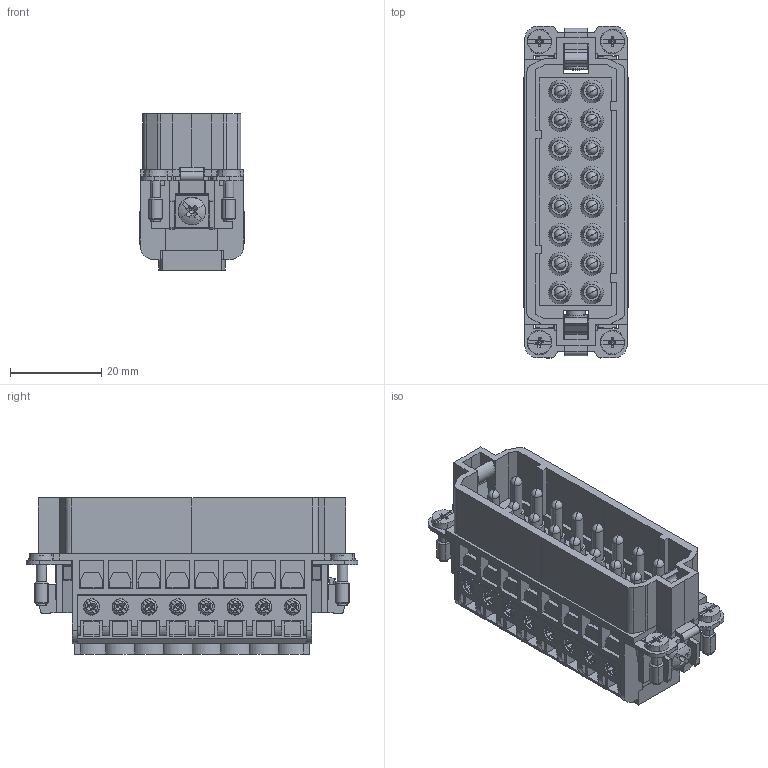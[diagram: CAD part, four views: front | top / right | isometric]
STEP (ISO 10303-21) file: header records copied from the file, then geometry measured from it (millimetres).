
FILE_DESCRIPTION(('CATIA V5 STEP Exchange','CAx-IF Rec.Pracs.--- Model Styling and Organization---1.5--- 2016-08-15','CAx-IF Rec.Pracs.---Supplemental Geometry---1.0---2011-11-01','CAx-IF Rec.Pracs.--- Composite Materials ---1.1---2010-07-15'),'2;1');
FILE_NAME ('13435432_3', '2025-01-29T07:46:10+00:00', ('none'), ('Weidmueller'), 'CATIA Version 5-6 Release 2022 SP4 HF5', 'CATIA V5 STEP AP214 v3', 'none');
FILE_SCHEMA(('AUTOMOTIVE_DESIGN { 1 0 10303 214 1 1 1 1 }'));
Products named in the file (1): 1650770000
Bounding box: 22.93 x 72.8 x 34.25 mm (x, y, z)
Volume: 26164.6 mm3; surface area: 22008.4 mm2
Topology: 1 solids, 12 shells, 2354 faces, 6915 edges, 4629 vertices
Faces by surface type: plane 1427, cylinder 492, cone 247, torus 112, sphere 64, extrusion 10, revolution 2
Entity records: 75428 total; most frequent: CARTESIAN_POINT 18688, ORIENTED_EDGE 13760, DIRECTION 7952, EDGE_CURVE 6880, VERTEX_POINT 4629, VECTOR 3930, LINE 3920, AXIS2_PLACEMENT_3D 2903
